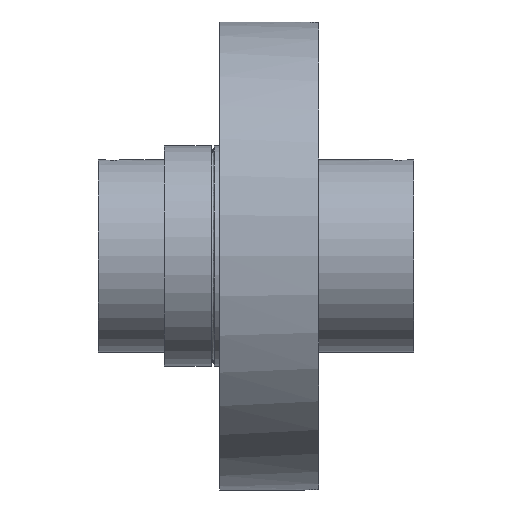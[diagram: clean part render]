
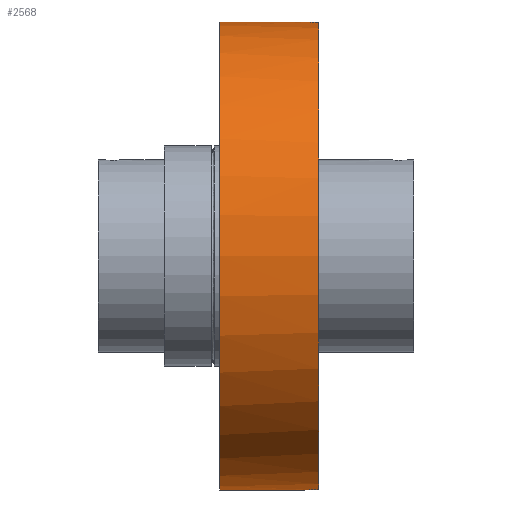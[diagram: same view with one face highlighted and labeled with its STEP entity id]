
A CAD part, top view. The second image highlights one B-rep face of the part: STEP entity #2568.
In plain terms, the highlighted cylindrical face has radius 17 mm (diameter 34 mm), a partial arc.
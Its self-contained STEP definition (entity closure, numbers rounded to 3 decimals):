
#71 = CARTESIAN_POINT ( 'NONE',  ( 0.8, -0.615, 16.981 ) ) ;
#176 = CARTESIAN_POINT ( 'NONE',  ( 0., -7.2, 0. ) ) ;
#528 = EDGE_CURVE ( 'NONE', #2521, #2232, #3443, .T. ) ;
#532 = CARTESIAN_POINT ( 'NONE',  ( 0., -7.2, -17. ) ) ;
#535 = CARTESIAN_POINT ( 'NONE',  ( 0.264, -1., 17. ) ) ;
#640 = DIRECTION ( 'NONE',  ( 0., 0., 1. ) ) ;
#647 = CIRCLE ( 'NONE', #1135, 17. ) ;
#658 = CARTESIAN_POINT ( 'NONE',  ( 0.132, -1., -17. ) ) ;
#825 = CARTESIAN_POINT ( 'NONE',  ( 1., 0., 16.971 ) ) ;
#897 = DIRECTION ( 'NONE',  ( 0., 0., 1. ) ) ;
#916 = DIRECTION ( 'NONE',  ( 0., -1., 0. ) ) ;
#1013 = CARTESIAN_POINT ( 'NONE',  ( 0., -7.2, 0. ) ) ;
#1053 = VECTOR ( 'NONE', #5029, 1000. ) ;
#1090 = ORIENTED_EDGE ( 'NONE', *, *, #3706, .T. ) ;
#1102 = CARTESIAN_POINT ( 'NONE',  ( 0.504, -0.874, -16.993 ) ) ;
#1135 = AXIS2_PLACEMENT_3D ( 'NONE', #1268, #916, #897 ) ;
#1268 = CARTESIAN_POINT ( 'NONE',  ( 0., 0., 0. ) ) ;
#1395 = VERTEX_POINT ( 'NONE', #3902 ) ;
#1419 = CARTESIAN_POINT ( 'NONE',  ( 1., -0.132, 16.971 ) ) ;
#1451 = EDGE_CURVE ( 'NONE', #2235, #1395, #5598, .T. ) ;
#1516 = CARTESIAN_POINT ( 'NONE',  ( 0., -7.2, 17. ) ) ;
#1528 = ORIENTED_EDGE ( 'NONE', *, *, #1761, .T. ) ;
#1566 = CARTESIAN_POINT ( 'NONE',  ( 0.891, -0.523, -16.978 ) ) ;
#1650 = B_SPLINE_CURVE_WITH_KNOTS ( 'NONE', 3,
 ( #4548, #1419, #5422, #2775, #71, #3219, #535, #3675 ),
 .UNSPECIFIED., .F., .F.,
 ( 4, 2, 2, 4 ),
 ( 0., 0., 0.001, 0.002 ),
 .UNSPECIFIED. ) ;
#1761 = EDGE_CURVE ( 'NONE', #2276, #4449, #647, .T. ) ;
#1779 = AXIS2_PLACEMENT_3D ( 'NONE', #1013, #3251, #2830 ) ;
#1994 = CARTESIAN_POINT ( 'NONE',  ( 1., 0., -16.971 ) ) ;
#2014 = CARTESIAN_POINT ( 'NONE',  ( 1., 0., -16.971 ) ) ;
#2120 = EDGE_CURVE ( 'NONE', #4449, #1395, #1650, .T. ) ;
#2232 = VERTEX_POINT ( 'NONE', #3765 ) ;
#2235 = VERTEX_POINT ( 'NONE', #1516 ) ;
#2276 = VERTEX_POINT ( 'NONE', #1994 ) ;
#2278 = EDGE_CURVE ( 'NONE', #2232, #2276, #3283, .T. ) ;
#2521 = VERTEX_POINT ( 'NONE', #532 ) ;
#2528 = CIRCLE ( 'NONE', #4047, 17. ) ;
#2568 = ADVANCED_FACE ( 'NONE', ( #5217 ), #4658, .T. ) ;
#2775 = CARTESIAN_POINT ( 'NONE',  ( 0.874, -0.504, 16.978 ) ) ;
#2830 = DIRECTION ( 'NONE',  ( 0., 0., 1. ) ) ;
#3001 = ORIENTED_EDGE ( 'NONE', *, *, #2278, .T. ) ;
#3048 = CARTESIAN_POINT ( 'NONE',  ( 0., -7.2, 17. ) ) ;
#3073 = ORIENTED_EDGE ( 'NONE', *, *, #1451, .F. ) ;
#3219 = CARTESIAN_POINT ( 'NONE',  ( 0.523, -0.891, 16.993 ) ) ;
#3251 = DIRECTION ( 'NONE',  ( 0., 1., 0. ) ) ;
#3283 = B_SPLINE_CURVE_WITH_KNOTS ( 'NONE', 3,
 ( #4662, #658, #3792, #1102, #4242, #1566, #4688, #2014 ),
 .UNSPECIFIED., .F., .F.,
 ( 4, 2, 2, 4 ),
 ( 0., 0., 0.001, 0.002 ),
 .UNSPECIFIED. ) ;
#3317 = DIRECTION ( 'NONE',  ( 0., 1., 0. ) ) ;
#3443 = LINE ( 'NONE', #4146, #1053 ) ;
#3675 = CARTESIAN_POINT ( 'NONE',  ( 0., -1., 17. ) ) ;
#3706 = EDGE_CURVE ( 'NONE', #2235, #2521, #2528, .T. ) ;
#3765 = CARTESIAN_POINT ( 'NONE',  ( 0., -1., -17. ) ) ;
#3792 = CARTESIAN_POINT ( 'NONE',  ( 0.262, -0.974, -16.998 ) ) ;
#3902 = CARTESIAN_POINT ( 'NONE',  ( 0., -1., 17. ) ) ;
#3989 = ORIENTED_EDGE ( 'NONE', *, *, #2120, .T. ) ;
#4047 = AXIS2_PLACEMENT_3D ( 'NONE', #176, #3317, #640 ) ;
#4146 = CARTESIAN_POINT ( 'NONE',  ( 0., -7.2, -17. ) ) ;
#4242 = CARTESIAN_POINT ( 'NONE',  ( 0.615, -0.8, -16.989 ) ) ;
#4424 = VECTOR ( 'NONE', #5559, 1000. ) ;
#4449 = VERTEX_POINT ( 'NONE', #825 ) ;
#4519 = ORIENTED_EDGE ( 'NONE', *, *, #528, .T. ) ;
#4548 = CARTESIAN_POINT ( 'NONE',  ( 1., 0., 16.971 ) ) ;
#4658 = CYLINDRICAL_SURFACE ( 'NONE', #1779, 17. ) ;
#4662 = CARTESIAN_POINT ( 'NONE',  ( 0., -1., -17. ) ) ;
#4688 = CARTESIAN_POINT ( 'NONE',  ( 1., -0.264, -16.971 ) ) ;
#4892 = EDGE_LOOP ( 'NONE', ( #1090, #4519, #3001, #1528, #3989, #3073 ) ) ;
#5029 = DIRECTION ( 'NONE',  ( 0., 1., 0. ) ) ;
#5217 = FACE_OUTER_BOUND ( 'NONE', #4892, .T. ) ;
#5422 = CARTESIAN_POINT ( 'NONE',  ( 0.974, -0.262, 16.972 ) ) ;
#5559 = DIRECTION ( 'NONE',  ( 0., 1., 0. ) ) ;
#5598 = LINE ( 'NONE', #3048, #4424 ) ;
